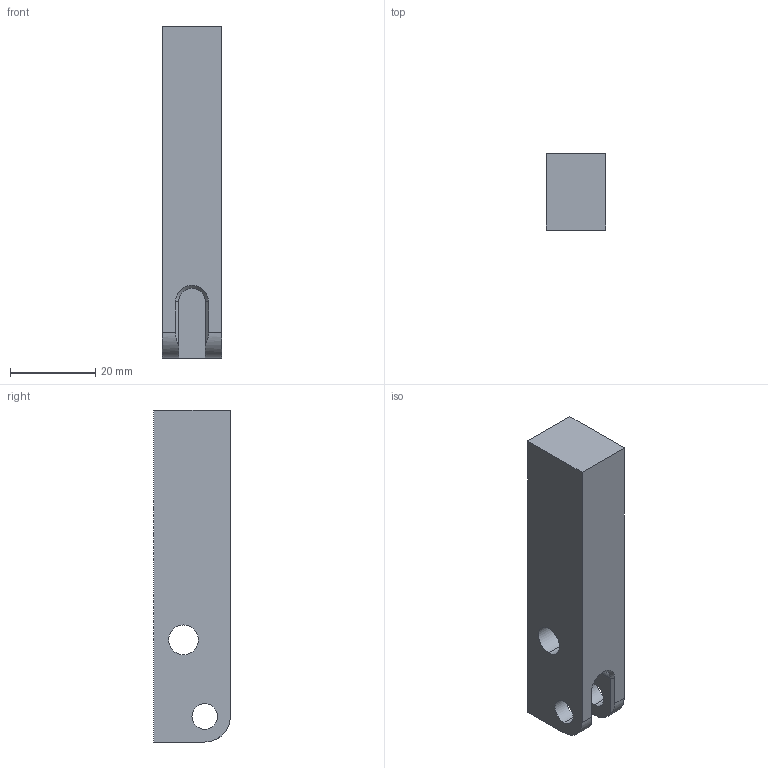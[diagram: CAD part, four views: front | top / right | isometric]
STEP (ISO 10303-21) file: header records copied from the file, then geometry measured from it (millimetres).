
FILE_DESCRIPTION((''),'2;1');
FILE_NAME('ILCML9163202','2013-07-10T',('QAM'),(''),'PRO/ENGINEER BY PARAMETRIC TECHNOLOGY CORPORATION, 2007460','PRO/ENGINEER BY PARAMETRIC TECHNOLOGY CORPORATION, 2007460','');
FILE_SCHEMA(('AUTOMOTIVE_DESIGN_CC2 { 1 2 10303 214 -1 1 5 2 }'));
Length unit declared in the file: millimetre
Products named in the file (1): ILCML9163202
Bounding box: 14 x 18 x 78 mm (x, y, z)
Volume: 17528.6 mm3; surface area: 6092.1 mm2
Topology: 1 solids, 1 shells, 21 faces, 55 edges, 36 vertices
Faces by surface type: plane 11, cylinder 9, cone 1
Entity records: 962 total; most frequent: CARTESIAN_POINT 120, DIRECTION 114, ORIENTED_EDGE 110, COLOUR_RGB 106, PRESENTATION_STYLE_ASSIGNMENT 56, STYLED_ITEM 56, CURVE_STYLE 55, EDGE_CURVE 55
